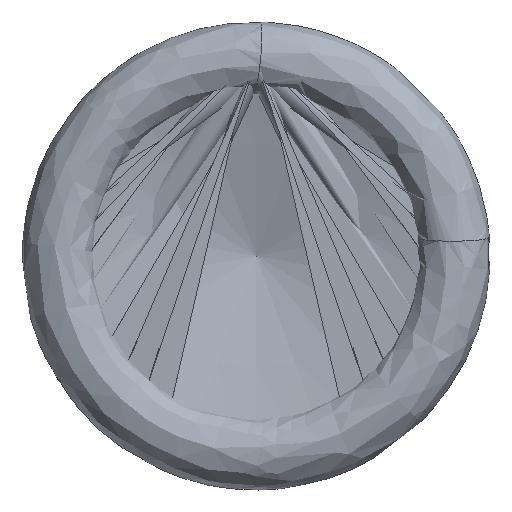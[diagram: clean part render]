
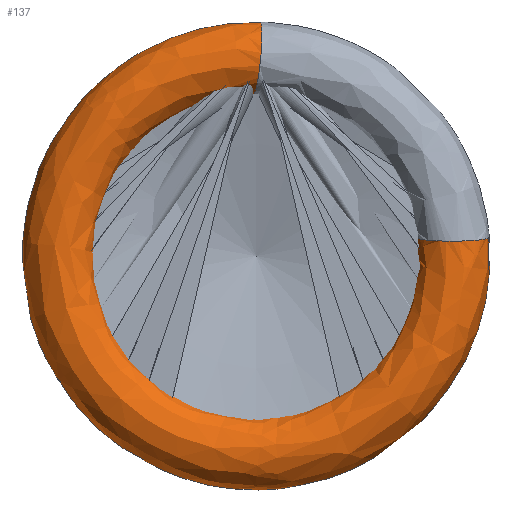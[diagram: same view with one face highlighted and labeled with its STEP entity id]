
A CAD part, left-side view. The second image highlights one B-rep face of the part: STEP entity #137.
In plain terms, the highlighted free-form (B-spline) face has degree [3, 3] with [7, 7] control points.
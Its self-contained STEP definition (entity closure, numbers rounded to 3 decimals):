
#137=ADVANCED_FACE('',(#151,#152),#149,.F.);
#149=(
BOUNDED_SURFACE()
B_SPLINE_SURFACE(3,3,((#320,#321,#322,#323,#324,#325,#326),(#327,#328,#329,
#330,#331,#332,#333),(#334,#335,#336,#337,#338,#339,#340),(#341,#342,#343,
#344,#345,#346,#347),(#348,#349,#350,#351,#352,#353,#354),(#355,#356,#357,
#358,#359,#360,#361),(#362,#363,#364,#365,#366,#367,#368)),
 .UNSPECIFIED.,.T.,.F.,.F.)
B_SPLINE_SURFACE_WITH_KNOTS((1,3,3,3,1),(4,3,4),(-0.5,0.,0.5,1.,1.5),(0.,
0.5,1.),.UNSPECIFIED.)
GEOMETRIC_REPRESENTATION_ITEM()
RATIONAL_B_SPLINE_SURFACE(((1.,0.573,0.573,1.,0.573,
0.573,1.),(0.333,0.191,0.191,
0.333,0.191,0.191,0.333),
(0.333,0.191,0.191,0.333,
0.191,0.191,0.333),(1.,0.573,
0.573,1.,0.573,0.573,1.),(0.333,
0.191,0.191,0.333,0.191,
0.191,0.333),(0.333,0.191,
0.191,0.333,0.191,0.191,
0.333),(1.,0.573,0.573,1.,0.573,
0.573,1.)))
REPRESENTATION_ITEM('')
SURFACE()
);
#151=FACE_BOUND('',#173,.T.);
#152=FACE_BOUND('',#174,.T.);
#173=EDGE_LOOP('',(#195));
#174=EDGE_LOOP('',(#196));
#195=ORIENTED_EDGE('',*,*,#229,.T.);
#196=ORIENTED_EDGE('',*,*,#230,.F.);
#217=VERTEX_POINT('',#317);
#218=VERTEX_POINT('',#319);
#229=EDGE_CURVE('',#217,#217,#240,.T.);
#230=EDGE_CURVE('',#218,#218,#241,.T.);
#240=CIRCLE('',#252,5.);
#241=CIRCLE('',#253,5.);
#252=AXIS2_PLACEMENT_3D('',#316,#274,#275);
#253=AXIS2_PLACEMENT_3D('',#318,#276,#277);
#274=DIRECTION('',(-0.105,0.99,0.098));
#275=DIRECTION('',(0.995,0.104,0.01));
#276=DIRECTION('',(-0.105,0.,0.995));
#277=DIRECTION('',(0.995,0.,0.105));
#316=CARTESIAN_POINT('',(4.973,-0.081,26.519));
#317=CARTESIAN_POINT('',(9.945,0.439,26.57));
#318=CARTESIAN_POINT('',(4.973,-26.399,2.523));
#319=CARTESIAN_POINT('',(9.945,-26.399,3.045));
#320=CARTESIAN_POINT('',(9.945,-26.399,3.045));
#321=CARTESIAN_POINT('',(9.945,-29.703,-25.599));
#322=CARTESIAN_POINT('',(9.945,-4.167,-38.99));
#323=CARTESIAN_POINT('',(9.945,17.517,-19.983));
#324=CARTESIAN_POINT('',(9.945,39.2,-0.976));
#325=CARTESIAN_POINT('',(9.945,29.269,26.094));
#326=CARTESIAN_POINT('',(9.945,0.439,26.57));
#327=CARTESIAN_POINT('',(9.945,-16.399,3.045));
#328=CARTESIAN_POINT('',(9.945,-19.703,-14.748));
#329=CARTESIAN_POINT('',(9.945,-4.29,-24.235));
#330=CARTESIAN_POINT('',(9.945,10.107,-13.268));
#331=CARTESIAN_POINT('',(9.945,24.504,-2.302));
#332=CARTESIAN_POINT('',(9.945,19.453,15.077));
#333=CARTESIAN_POINT('',(9.945,1.42,16.618));
#334=CARTESIAN_POINT('',(0.,-16.399,2.));
#335=CARTESIAN_POINT('',(0.,-18.569,-15.794));
#336=CARTESIAN_POINT('',(0.,-2.748,-24.222));
#337=CARTESIAN_POINT('',(0.,10.808,-12.494));
#338=CARTESIAN_POINT('',(0.,24.365,-0.766));
#339=CARTESIAN_POINT('',(0.,18.301,16.103));
#340=CARTESIAN_POINT('',(0.,0.38,16.516));
#341=CARTESIAN_POINT('',(0.,-26.399,2.));
#342=CARTESIAN_POINT('',(0.,-28.569,-26.644));
#343=CARTESIAN_POINT('',(0.,-2.624,-38.977));
#344=CARTESIAN_POINT('',(0.,18.219,-19.209));
#345=CARTESIAN_POINT('',(0.,39.061,0.56));
#346=CARTESIAN_POINT('',(0.,28.118,27.12));
#347=CARTESIAN_POINT('',(0.,-0.602,26.467));
#348=CARTESIAN_POINT('',(0.,-36.399,2.));
#349=CARTESIAN_POINT('',(0.,-38.569,-37.495));
#350=CARTESIAN_POINT('',(0.,-2.5,-53.733));
#351=CARTESIAN_POINT('',(0.,25.629,-25.924));
#352=CARTESIAN_POINT('',(0.,53.758,1.885));
#353=CARTESIAN_POINT('',(0.,37.934,38.137));
#354=CARTESIAN_POINT('',(0.,-1.583,36.419));
#355=CARTESIAN_POINT('',(9.945,-36.399,3.045));
#356=CARTESIAN_POINT('',(9.945,-39.703,-36.45));
#357=CARTESIAN_POINT('',(9.945,-4.043,-53.745));
#358=CARTESIAN_POINT('',(9.945,24.927,-26.698));
#359=CARTESIAN_POINT('',(9.945,53.896,0.349));
#360=CARTESIAN_POINT('',(9.945,39.086,37.111));
#361=CARTESIAN_POINT('',(9.945,-0.543,36.522));
#362=CARTESIAN_POINT('',(9.945,-26.399,3.045));
#363=CARTESIAN_POINT('',(9.945,-29.703,-25.599));
#364=CARTESIAN_POINT('',(9.945,-4.167,-38.99));
#365=CARTESIAN_POINT('',(9.945,17.517,-19.983));
#366=CARTESIAN_POINT('',(9.945,39.2,-0.976));
#367=CARTESIAN_POINT('',(9.945,29.269,26.094));
#368=CARTESIAN_POINT('',(9.945,0.439,26.57));
